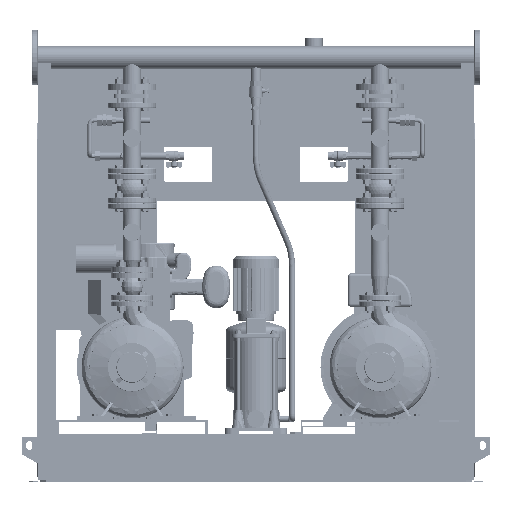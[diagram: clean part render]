
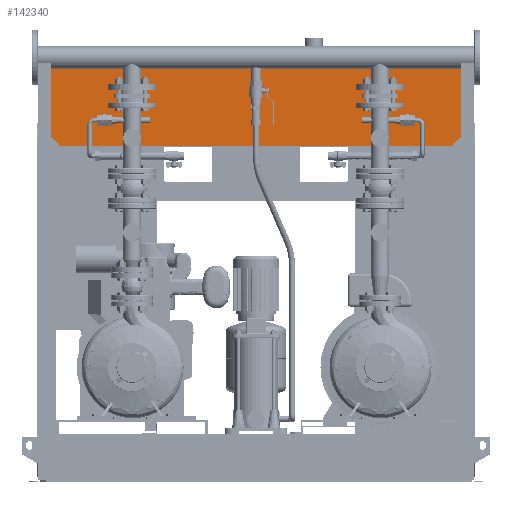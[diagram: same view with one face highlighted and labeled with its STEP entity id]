
A CAD part, left-side view. The second image highlights one B-rep face of the part: STEP entity #142340.
In plain terms, the highlighted planar face has unit normal (-1, 0, 0).
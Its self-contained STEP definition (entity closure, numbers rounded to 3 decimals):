
#141746=CARTESIAN_POINT('',(116.0,687.5,1415.975));
#141747=VERTEX_POINT('',#141746);
#141754=CARTESIAN_POINT('',(116.0,-687.5,1415.975));
#141755=VERTEX_POINT('',#141754);
#141756=CARTESIAN_POINT('',(116.0,-687.5,1415.975));
#141757=DIRECTION('',(0.0,1.0,0.0));
#141758=VECTOR('',#141757,1375.0);
#141759=LINE('',#141756,#141758);
#141760=EDGE_CURVE('',#141755,#141747,#141759,.T.);
#141817=CARTESIAN_POINT('',(116.0,-667.5,1135.975));
#141818=VERTEX_POINT('',#141817);
#141825=CARTESIAN_POINT('',(116.0,667.5,1135.975));
#141826=VERTEX_POINT('',#141825);
#141827=CARTESIAN_POINT('',(116.0,667.5,1135.975));
#141828=DIRECTION('',(0.0,-1.0,0.0));
#141829=VECTOR('',#141828,1335.0);
#141830=LINE('',#141827,#141829);
#141831=EDGE_CURVE('',#141826,#141818,#141830,.T.);
#141888=CARTESIAN_POINT('',(116.0,687.5,1411.975));
#141889=VERTEX_POINT('',#141888);
#141896=CARTESIAN_POINT('',(116.0,687.5,1415.975));
#141897=DIRECTION('',(0.0,0.0,-1.0));
#141898=VECTOR('',#141897,4.0);
#141899=LINE('',#141896,#141898);
#141900=EDGE_CURVE('',#141747,#141889,#141899,.T.);
#141926=CARTESIAN_POINT('',(116.0,730.,1411.975));
#141927=VERTEX_POINT('',#141926);
#141934=CARTESIAN_POINT('',(116.0,687.5,1411.975));
#141935=DIRECTION('',(0.0,1.0,0.0));
#141936=VECTOR('',#141935,42.5);
#141937=LINE('',#141934,#141936);
#141938=EDGE_CURVE('',#141889,#141927,#141937,.T.);
#141957=CARTESIAN_POINT('',(116.0,730.,1160.975));
#141958=VERTEX_POINT('',#141957);
#141965=CARTESIAN_POINT('',(116.0,730.,1411.975));
#141966=DIRECTION('',(0.0,0.0,-1.0));
#141967=VECTOR('',#141966,251.);
#141968=LINE('',#141965,#141967);
#141969=EDGE_CURVE('',#141927,#141958,#141968,.T.);
#141988=CARTESIAN_POINT('',(116.0,687.5,1160.975));
#141989=VERTEX_POINT('',#141988);
#141996=CARTESIAN_POINT('',(116.0,730.,1160.975));
#141997=DIRECTION('',(0.0,-1.0,0.0));
#141998=VECTOR('',#141997,42.5);
#141999=LINE('',#141996,#141998);
#142000=EDGE_CURVE('',#141958,#141989,#141999,.T.);
#142019=CARTESIAN_POINT('',(116.0,667.5,1140.975));
#142020=VERTEX_POINT('',#142019);
#142027=CARTESIAN_POINT('',(116.0,687.5,1160.975));
#142028=DIRECTION('',(0.0,-0.707,-0.707));
#142029=VECTOR('',#142028,28.284);
#142030=LINE('',#142027,#142029);
#142031=EDGE_CURVE('',#141989,#142020,#142030,.T.);
#142058=CARTESIAN_POINT('',(116.0,667.5,1140.975));
#142059=DIRECTION('',(0.0,0.0,-1.0));
#142060=VECTOR('',#142059,5.0);
#142061=LINE('',#142058,#142060);
#142062=EDGE_CURVE('',#142020,#141826,#142061,.T.);
#142105=CARTESIAN_POINT('',(116.0,-667.5,1140.975));
#142106=VERTEX_POINT('',#142105);
#142113=CARTESIAN_POINT('',(116.0,-667.5,1135.975));
#142114=DIRECTION('',(0.0,0.0,1.0));
#142115=VECTOR('',#142114,5.0);
#142116=LINE('',#142113,#142115);
#142117=EDGE_CURVE('',#141818,#142106,#142116,.T.);
#142138=CARTESIAN_POINT('',(116.0,-687.5,1160.975));
#142139=VERTEX_POINT('',#142138);
#142146=CARTESIAN_POINT('',(116.0,-667.5,1140.975));
#142147=DIRECTION('',(0.0,-0.707,0.707));
#142148=VECTOR('',#142147,28.284);
#142149=LINE('',#142146,#142148);
#142150=EDGE_CURVE('',#142106,#142139,#142149,.T.);
#142169=CARTESIAN_POINT('',(116.0,-730.,1160.975));
#142170=VERTEX_POINT('',#142169);
#142177=CARTESIAN_POINT('',(116.0,-687.5,1160.975));
#142178=DIRECTION('',(0.0,-1.0,0.0));
#142179=VECTOR('',#142178,42.5);
#142180=LINE('',#142177,#142179);
#142181=EDGE_CURVE('',#142139,#142170,#142180,.T.);
#142200=CARTESIAN_POINT('',(116.0,-730.,1411.975));
#142201=VERTEX_POINT('',#142200);
#142208=CARTESIAN_POINT('',(116.0,-730.,1160.975));
#142209=DIRECTION('',(0.0,0.0,1.0));
#142210=VECTOR('',#142209,251.0);
#142211=LINE('',#142208,#142210);
#142212=EDGE_CURVE('',#142170,#142201,#142211,.T.);
#142231=CARTESIAN_POINT('',(116.0,-687.5,1411.975));
#142232=VERTEX_POINT('',#142231);
#142239=CARTESIAN_POINT('',(116.0,-730.,1411.975));
#142240=DIRECTION('',(0.0,1.0,0.0));
#142241=VECTOR('',#142240,42.5);
#142242=LINE('',#142239,#142241);
#142243=EDGE_CURVE('',#142201,#142232,#142242,.T.);
#142270=CARTESIAN_POINT('',(116.0,-687.5,1411.975));
#142271=DIRECTION('',(0.0,0.0,1.0));
#142272=VECTOR('',#142271,4.0);
#142273=LINE('',#142270,#142272);
#142274=EDGE_CURVE('',#142232,#141755,#142273,.T.);
#142319=CARTESIAN_POINT('',(116.0,0.,1277.551));
#142320=DIRECTION('',(1.0,0.0,0.0));
#142321=DIRECTION('',(0.0,0.0,-1.0));
#142322=AXIS2_PLACEMENT_3D('',#142319,#142320,#142321);
#142323=PLANE('',#142322);
#142324=ORIENTED_EDGE('',*,*,#141760,.T.);
#142325=ORIENTED_EDGE('',*,*,#141900,.T.);
#142326=ORIENTED_EDGE('',*,*,#141938,.T.);
#142327=ORIENTED_EDGE('',*,*,#141969,.T.);
#142328=ORIENTED_EDGE('',*,*,#142000,.T.);
#142329=ORIENTED_EDGE('',*,*,#142031,.T.);
#142330=ORIENTED_EDGE('',*,*,#142062,.T.);
#142331=ORIENTED_EDGE('',*,*,#141831,.T.);
#142332=ORIENTED_EDGE('',*,*,#142117,.T.);
#142333=ORIENTED_EDGE('',*,*,#142150,.T.);
#142334=ORIENTED_EDGE('',*,*,#142181,.T.);
#142335=ORIENTED_EDGE('',*,*,#142212,.T.);
#142336=ORIENTED_EDGE('',*,*,#142243,.T.);
#142337=ORIENTED_EDGE('',*,*,#142274,.T.);
#142338=EDGE_LOOP('',(#142324,#142325,#142326,#142327,#142328,#142329,#142330,#142331,#142332,#142333,#142334,#142335,#142336,#142337));
#142339=FACE_OUTER_BOUND('',#142338,.T.);
#142340=ADVANCED_FACE('',(#142339),#142323,.F.);
